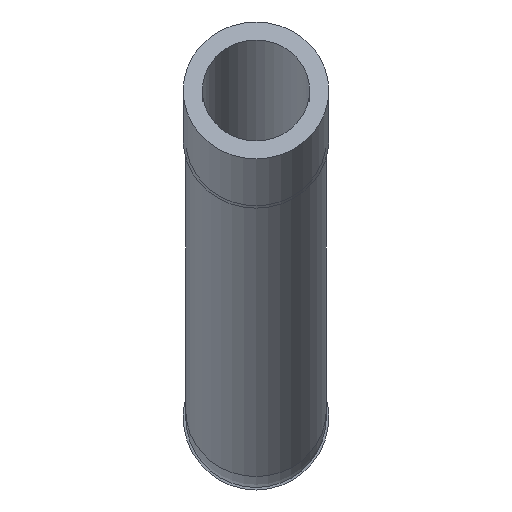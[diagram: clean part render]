
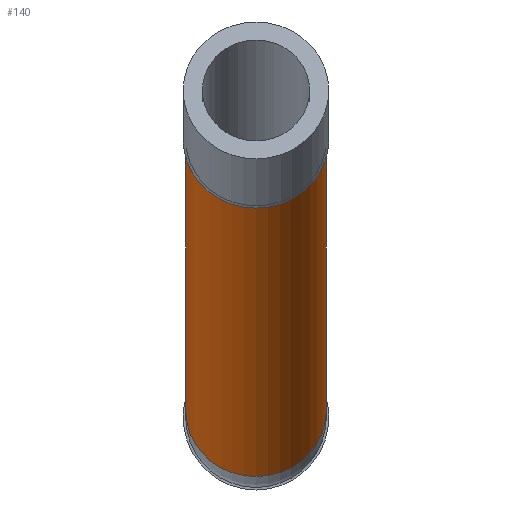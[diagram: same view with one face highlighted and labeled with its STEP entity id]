
A CAD part, left-side view. The second image highlights one B-rep face of the part: STEP entity #140.
In plain terms, the highlighted cylindrical face has radius 6.35 mm (diameter 12.7 mm), a full revolution.
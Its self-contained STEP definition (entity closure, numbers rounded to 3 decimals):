
#26=ORIENTED_EDGE('',*,*,#50,.T.);
#27=ORIENTED_EDGE('',*,*,#51,.T.);
#50=EDGE_CURVE('',#62,#62,#74,.T.);
#51=EDGE_CURVE('',#63,#63,#75,.F.);
#62=VERTEX_POINT('',#242);
#63=VERTEX_POINT('',#244);
#74=CIRCLE('',#166,6.35);
#75=CIRCLE('',#167,6.35);
#86=EDGE_LOOP('',(#26));
#87=EDGE_LOOP('',(#27));
#110=FACE_BOUND('',#86,.T.);
#111=FACE_BOUND('',#87,.T.);
#134=CYLINDRICAL_SURFACE('',#165,6.35);
#140=ADVANCED_FACE('',(#110,#111),#134,.T.);
#165=AXIS2_PLACEMENT_3D('',#240,#191,#192);
#166=AXIS2_PLACEMENT_3D('',#241,#193,#194);
#167=AXIS2_PLACEMENT_3D('',#243,#195,#196);
#191=DIRECTION('',(-0.94,0.,0.342));
#192=DIRECTION('',(0.342,0.,0.94));
#193=DIRECTION('',(-0.94,0.,0.342));
#194=DIRECTION('',(0.342,0.,0.94));
#195=DIRECTION('',(-0.94,0.,0.342));
#196=DIRECTION('',(0.342,0.,0.94));
#240=CARTESIAN_POINT('',(-715.42,0.,0.603));
#241=CARTESIAN_POINT('',(-715.42,0.,0.603));
#242=CARTESIAN_POINT('',(-713.248,0.,6.57));
#243=CARTESIAN_POINT('',(-782.608,0.,25.058));
#244=CARTESIAN_POINT('',(-780.436,0.,31.025));
